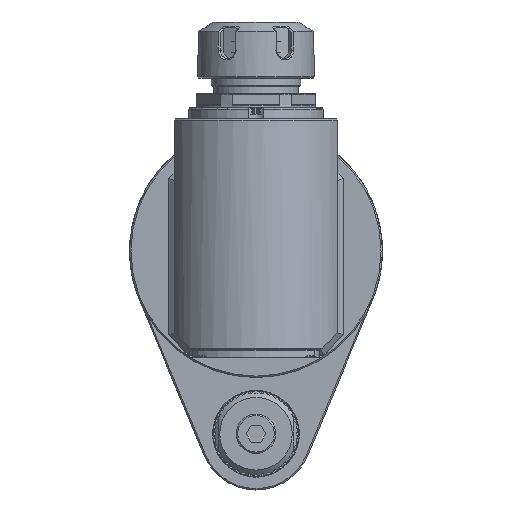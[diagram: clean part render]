
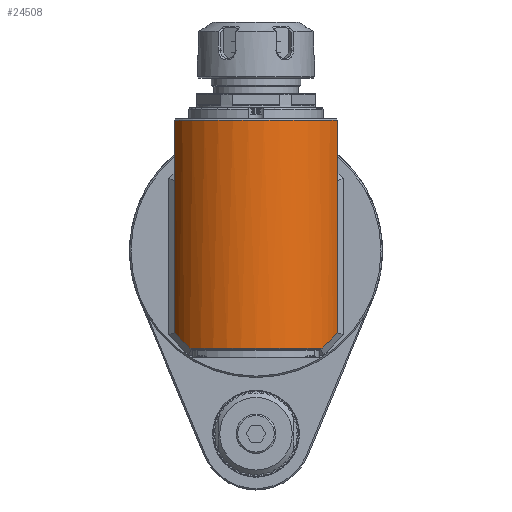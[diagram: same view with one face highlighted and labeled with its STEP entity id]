
A CAD part, front view. The second image highlights one B-rep face of the part: STEP entity #24508.
In plain terms, the highlighted cylindrical face has radius 32 mm (diameter 64 mm), a partial arc.
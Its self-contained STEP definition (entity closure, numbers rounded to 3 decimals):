
#2217=FACE_OUTER_BOUND('',#3743,.T.);
#3743=EDGE_LOOP('',(#17912,#17913,#17914,#17915,#17916,#17917));
#5146=ELLIPSE('',#26034,45.255,32.);
#5149=ELLIPSE('',#26330,45.255,32.);
#5508=CIRCLE('',#26329,32.);
#5509=CIRCLE('',#26331,32.);
#6698=LINE('',#38274,#8731);
#6699=LINE('',#38279,#8732);
#8731=VECTOR('',#29727,75.5);
#8732=VECTOR('',#29732,75.5);
#10695=VERTEX_POINT('',#36645);
#10696=VERTEX_POINT('',#36647);
#10912=VERTEX_POINT('',#38254);
#10915=VERTEX_POINT('',#38276);
#10916=VERTEX_POINT('',#38278);
#10917=VERTEX_POINT('',#38280);
#13236=EDGE_CURVE('',#10695,#10696,#5146,.T.);
#13581=EDGE_CURVE('',#10912,#10695,#6698,.T.);
#13582=EDGE_CURVE('',#10912,#10915,#5508,.T.);
#13583=EDGE_CURVE('',#10915,#10916,#6699,.T.);
#13584=EDGE_CURVE('',#10917,#10916,#5149,.T.);
#13585=EDGE_CURVE('',#10696,#10917,#5509,.T.);
#17912=ORIENTED_EDGE('',*,*,#13582,.T.);
#17913=ORIENTED_EDGE('',*,*,#13583,.T.);
#17914=ORIENTED_EDGE('',*,*,#13584,.F.);
#17915=ORIENTED_EDGE('',*,*,#13585,.F.);
#17916=ORIENTED_EDGE('',*,*,#13236,.F.);
#17917=ORIENTED_EDGE('',*,*,#13581,.F.);
#24047=CYLINDRICAL_SURFACE('',#26328,32.);
#24508=ADVANCED_FACE('',(#2217),#24047,.T.);
#26034=AXIS2_PLACEMENT_3D('',#36648,#28982,#28983);
#26328=AXIS2_PLACEMENT_3D('',#38275,#29728,#29729);
#26329=AXIS2_PLACEMENT_3D('',#38277,#29730,#29731);
#26330=AXIS2_PLACEMENT_3D('',#38281,#29733,#29734);
#26331=AXIS2_PLACEMENT_3D('',#38282,#29735,#29736);
#28982=DIRECTION('center_axis',(0.707,0.,-0.707));
#28983=DIRECTION('ref_axis',(-0.707,0.,-0.707));
#29727=DIRECTION('',(0.,0.,-1.));
#29728=DIRECTION('center_axis',(0.,0.,-1.));
#29729=DIRECTION('ref_axis',(-1.,0.,0.));
#29730=DIRECTION('center_axis',(0.,0.,-1.));
#29731=DIRECTION('ref_axis',(-1.,0.,0.));
#29732=DIRECTION('',(0.,0.,-1.));
#29733=DIRECTION('center_axis',(-0.707,0.,-0.707));
#29734=DIRECTION('ref_axis',(-0.707,0.,0.707));
#29735=DIRECTION('center_axis',(0.,0.,-1.));
#29736=DIRECTION('ref_axis',(0.734,-0.679,0.));
#36645=CARTESIAN_POINT('',(29.,-280.528,-29.));
#36647=CARTESIAN_POINT('',(23.5,-288.72,-34.5));
#36648=CARTESIAN_POINT('Origin',(0.,-267.,-58.));
#38254=CARTESIAN_POINT('',(29.,-280.528,46.5));
#38274=CARTESIAN_POINT('',(29.,-280.528,46.5));
#38275=CARTESIAN_POINT('Origin',(0.,-267.,-35.));
#38276=CARTESIAN_POINT('',(-29.,-280.528,46.5));
#38277=CARTESIAN_POINT('Origin',(0.,-267.,46.5));
#38278=CARTESIAN_POINT('',(-29.,-280.528,-29.));
#38279=CARTESIAN_POINT('',(-29.,-280.528,46.5));
#38280=CARTESIAN_POINT('',(-23.5,-288.72,-34.5));
#38281=CARTESIAN_POINT('Origin',(0.,-267.,-58.));
#38282=CARTESIAN_POINT('Origin',(0.,-267.,-34.5));
